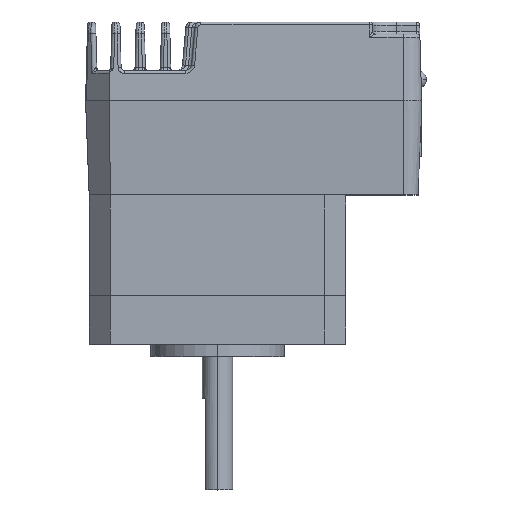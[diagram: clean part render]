
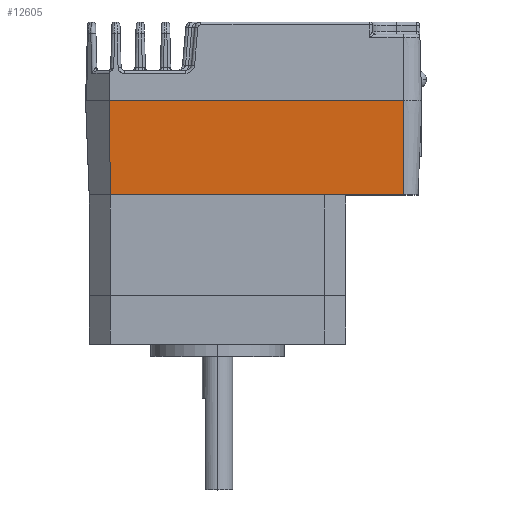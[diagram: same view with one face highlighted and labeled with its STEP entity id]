
A CAD part, top view. The second image highlights one B-rep face of the part: STEP entity #12605.
In plain terms, the highlighted planar face has unit normal (0, -0.049, 0.999).
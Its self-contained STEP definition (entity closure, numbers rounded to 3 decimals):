
#12548 = EDGE_CURVE ( 'NONE', #13100, #12553, #19495, .T. ) ;
#12553 = VERTEX_POINT ( 'NONE', #19584 ) ;
#12605 = ADVANCED_FACE ( 'NONE', ( #19605 ), #19604, .T. ) ;
#12606 = ORIENTED_EDGE ( 'NONE', *, *, #13094, .T. ) ;
#12612 = EDGE_LOOP ( 'NONE', ( #12606, #13122, #13147, #13087 ) ) ;
#13087 = ORIENTED_EDGE ( 'NONE', *, *, #12548, .T. ) ;
#13094 = EDGE_CURVE ( 'NONE', #12553, #13095, #20379, .T. ) ;
#13095 = VERTEX_POINT ( 'NONE', #20373 ) ;
#13100 = VERTEX_POINT ( 'NONE', #20372 ) ;
#13122 = ORIENTED_EDGE ( 'NONE', *, *, #13141, .F. ) ;
#13141 = EDGE_CURVE ( 'NONE', #13143, #13095, #20487, .T. ) ;
#13143 = VERTEX_POINT ( 'NONE', #20439 ) ;
#13147 = ORIENTED_EDGE ( 'NONE', *, *, #13162, .F. ) ;
#13162 = EDGE_CURVE ( 'NONE', #13100, #13143, #17392, .T. ) ;
#17389 = DIRECTION ( 'NONE',  ( 1., 0., 0. ) ) ;
#17390 = VECTOR ( 'NONE', #17389, 1000. ) ;
#17391 = CARTESIAN_POINT ( 'NONE',  ( -17.6, 15.5, 21.908 ) ) ;
#17392 = LINE ( 'NONE', #17391, #17390 ) ;
#19492 = DIRECTION ( 'NONE',  ( 0.013, -0.999, -0.049 ) ) ;
#19493 = VECTOR ( 'NONE', #19492, 1000. ) ;
#19494 = CARTESIAN_POINT ( 'NONE',  ( -17.6, 0., 21.15 ) ) ;
#19495 = LINE ( 'NONE', #19494, #19493 ) ;
#19584 = CARTESIAN_POINT ( 'NONE',  ( -17.6, 0., 21.15 ) ) ;
#19593 = DIRECTION ( 'NONE',  ( 0., -0.999, -0.049 ) ) ;
#19594 = DIRECTION ( 'NONE',  ( 0., -0.049, 0.999 ) ) ;
#19595 = CARTESIAN_POINT ( 'NONE',  ( -17.6, 0., 21.15 ) ) ;
#19604 = PLANE ( 'NONE',  #19610 ) ;
#19605 = FACE_OUTER_BOUND ( 'NONE', #12612, .T. ) ;
#19610 = AXIS2_PLACEMENT_3D ( 'NONE', #19595, #19594, #19593 ) ;
#20348 = CARTESIAN_POINT ( 'NONE',  ( -17.6, 0., 21.15 ) ) ;
#20372 = CARTESIAN_POINT ( 'NONE',  ( -17.799, 15.5, 21.908 ) ) ;
#20373 = CARTESIAN_POINT ( 'NONE',  ( 30.7, 0., 21.15 ) ) ;
#20374 = DIRECTION ( 'NONE',  ( 1., 0., 0. ) ) ;
#20375 = VECTOR ( 'NONE', #20374, 1000. ) ;
#20379 = LINE ( 'NONE', #20348, #20375 ) ;
#20439 = CARTESIAN_POINT ( 'NONE',  ( 30.7, 15.5, 21.908 ) ) ;
#20444 = DIRECTION ( 'NONE',  ( 0., -0.999, -0.049 ) ) ;
#20445 = VECTOR ( 'NONE', #20444, 1000. ) ;
#20446 = CARTESIAN_POINT ( 'NONE',  ( 30.7, 0., 21.15 ) ) ;
#20487 = LINE ( 'NONE', #20446, #20445 ) ;
